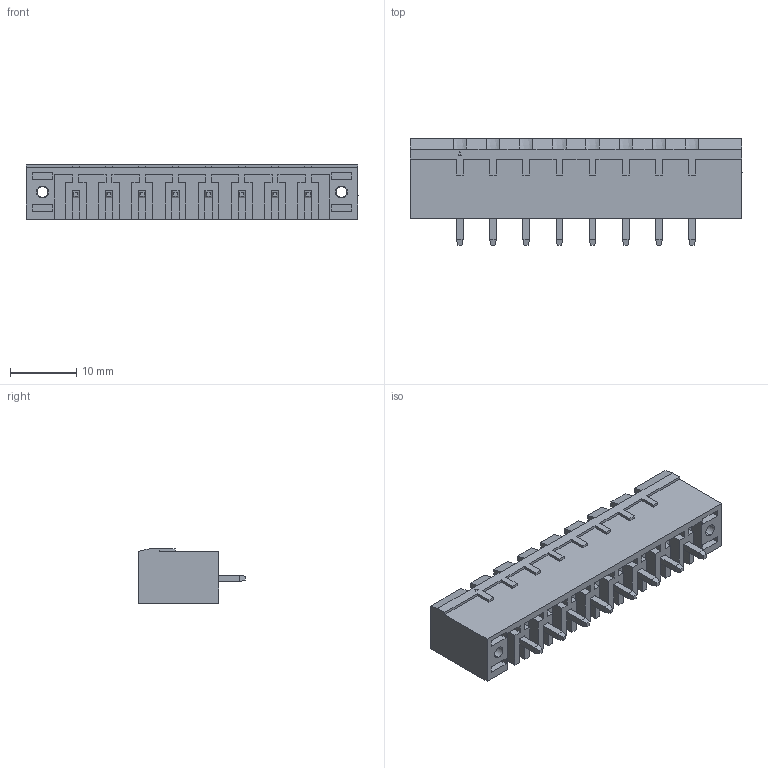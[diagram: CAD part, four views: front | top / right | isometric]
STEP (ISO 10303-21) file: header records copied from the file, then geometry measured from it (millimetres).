
FILE_DESCRIPTION (( 'STEP AP214' ), '1' );
FILE_NAME ('2EDGVM-5.0-08P-14-00AH.STEP', '2021-03-07T19:47:43', ( '' ), ( '' ), 'SwSTEP 2.0', 'SolidWorks 2020', '' );
FILE_SCHEMA (( 'AUTOMOTIVE_DESIGN' ));
Length unit declared in the file: millimetre
Products named in the file (1): 2EDGVM-5.0-08P-14-00AH
Bounding box: 50 x 16.1 x 8.2 mm (x, y, z)
Volume: 2406 mm3; surface area: 4357.6 mm2
Topology: 1 solids, 1 shells, 911 faces, 2451 edges, 1594 vertices
Faces by surface type: plane 719, bspline 128, cylinder 36, cone 28
Entity records: 40027 total; most frequent: CARTESIAN_POINT 12733, ORIENTED_EDGE 4902, DIRECTION 3851, EDGE_CURVE 2451, VECTOR 1915, LINE 1915, VERTEX_POINT 1594, AXIS2_PLACEMENT_3D 968
